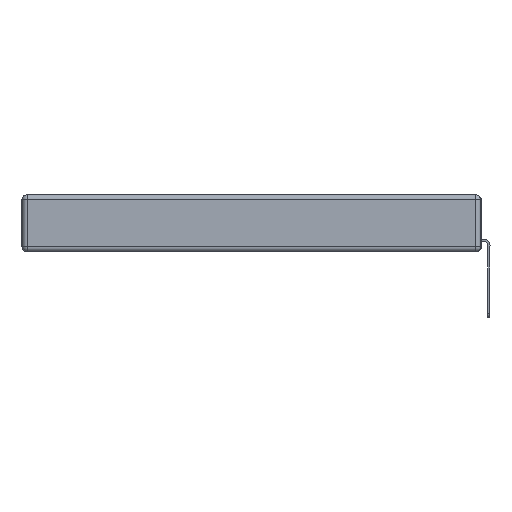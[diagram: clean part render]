
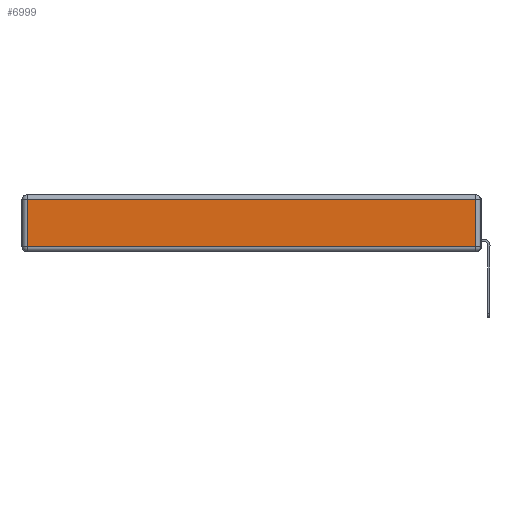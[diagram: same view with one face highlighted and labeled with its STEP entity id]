
A CAD part, left-side view. The second image highlights one B-rep face of the part: STEP entity #6999.
In plain terms, the highlighted planar face has unit normal (-1, 0, 0).
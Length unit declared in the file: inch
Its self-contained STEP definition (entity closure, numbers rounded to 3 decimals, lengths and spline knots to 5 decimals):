
#863 = CARTESIAN_POINT ( 'NONE',  ( 0., 2.72, -0.313 ) ) ;
#1230 = PLANE ( 'NONE',  #14700 ) ;
#1233 = LINE ( 'NONE', #25763, #10686 ) ;
#1277 = DIRECTION ( 'NONE',  ( 0., 0., 1. ) ) ;
#2107 = EDGE_CURVE ( 'NONE', #21901, #21656, #9594, .T. ) ;
#3931 = DIRECTION ( 'NONE',  ( 0., 0., -1. ) ) ;
#4415 = ORIENTED_EDGE ( 'NONE', *, *, #2107, .T. ) ;
#4772 = CARTESIAN_POINT ( 'NONE',  ( 0., 0.03, -0.313 ) ) ;
#4984 = VECTOR ( 'NONE', #3931, 39.37008 ) ;
#5411 = CARTESIAN_POINT ( 'NONE',  ( 0., 0., -0.343 ) ) ;
#5502 = ORIENTED_EDGE ( 'NONE', *, *, #24817, .T. ) ;
#6113 = VERTEX_POINT ( 'NONE', #7375 ) ;
#6999 = ADVANCED_FACE ( 'NONE', ( #19019 ), #1230, .T. ) ;
#7375 = CARTESIAN_POINT ( 'NONE',  ( 0., 0.03, -0.03 ) ) ;
#7512 = DIRECTION ( 'NONE',  ( -1., 0., 0. ) ) ;
#8683 = EDGE_CURVE ( 'NONE', #6113, #15293, #1233, .T. ) ;
#8909 = LINE ( 'NONE', #22694, #4984 ) ;
#9594 = LINE ( 'NONE', #24342, #13186 ) ;
#10417 = VECTOR ( 'NONE', #1277, 39.37008 ) ;
#10499 = ORIENTED_EDGE ( 'NONE', *, *, #20052, .T. ) ;
#10686 = VECTOR ( 'NONE', #13157, 39.37008 ) ;
#13157 = DIRECTION ( 'NONE',  ( 0., 1., 0. ) ) ;
#13186 = VECTOR ( 'NONE', #24254, 39.37008 ) ;
#14700 = AXIS2_PLACEMENT_3D ( 'NONE', #5411, #7512, #22181 ) ;
#15293 = VERTEX_POINT ( 'NONE', #15949 ) ;
#15949 = CARTESIAN_POINT ( 'NONE',  ( 0., 2.72, -0.03 ) ) ;
#16092 = ORIENTED_EDGE ( 'NONE', *, *, #8683, .T. ) ;
#19019 = FACE_OUTER_BOUND ( 'NONE', #20537, .T. ) ;
#20052 = EDGE_CURVE ( 'NONE', #21656, #6113, #20619, .T. ) ;
#20537 = EDGE_LOOP ( 'NONE', ( #4415, #10499, #16092, #5502 ) ) ;
#20619 = LINE ( 'NONE', #26083, #10417 ) ;
#21656 = VERTEX_POINT ( 'NONE', #4772 ) ;
#21901 = VERTEX_POINT ( 'NONE', #863 ) ;
#22181 = DIRECTION ( 'NONE',  ( 0., 0., 1. ) ) ;
#22694 = CARTESIAN_POINT ( 'NONE',  ( 0., 2.72, -0.343 ) ) ;
#24254 = DIRECTION ( 'NONE',  ( 0., -1., 0. ) ) ;
#24342 = CARTESIAN_POINT ( 'NONE',  ( 0., 0., -0.313 ) ) ;
#24817 = EDGE_CURVE ( 'NONE', #15293, #21901, #8909, .T. ) ;
#25763 = CARTESIAN_POINT ( 'NONE',  ( 0., 2.75, -0.03 ) ) ;
#26083 = CARTESIAN_POINT ( 'NONE',  ( 0., 0.03, -0.343 ) ) ;
